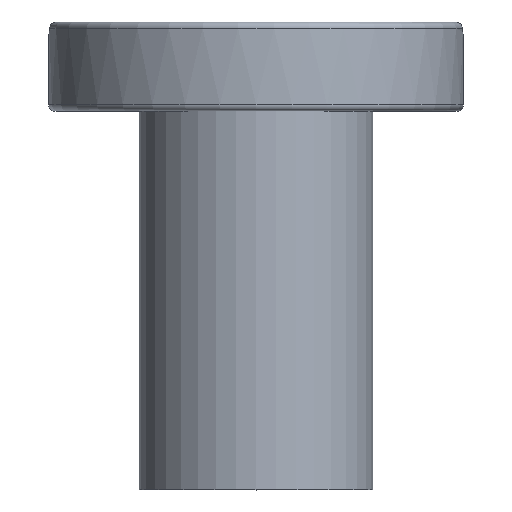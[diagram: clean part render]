
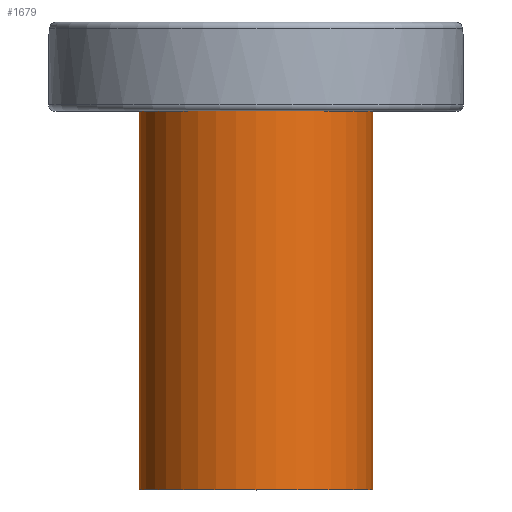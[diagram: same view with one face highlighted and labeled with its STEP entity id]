
A CAD part, top view. The second image highlights one B-rep face of the part: STEP entity #1679.
In plain terms, the highlighted cylindrical face has radius 9.525 mm (diameter 19.05 mm), a partial arc.
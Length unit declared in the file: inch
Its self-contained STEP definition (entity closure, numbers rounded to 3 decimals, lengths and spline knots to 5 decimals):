
#30 = CARTESIAN_POINT ( 'NONE',  ( 0., -3.91816, 0. ) ) ;
#32 = VERTEX_POINT ( 'NONE', #577 ) ;
#48 = ORIENTED_EDGE ( 'NONE', *, *, #1452, .T. ) ;
#177 = ORIENTED_EDGE ( 'NONE', *, *, #1473, .F. ) ;
#209 = DIRECTION ( 'NONE',  ( 0., 1., 0. ) ) ;
#217 = VERTEX_POINT ( 'NONE', #334 ) ;
#238 = ORIENTED_EDGE ( 'NONE', *, *, #1400, .T. ) ;
#334 = CARTESIAN_POINT ( 'NONE',  ( -0.375, -0.1425, 0. ) ) ;
#457 = AXIS2_PLACEMENT_3D ( 'NONE', #838, #1547, #851 ) ;
#503 = FACE_OUTER_BOUND ( 'NONE', #1277, .T. ) ;
#510 = AXIS2_PLACEMENT_3D ( 'NONE', #810, #1545, #1676 ) ;
#523 = CYLINDRICAL_SURFACE ( 'NONE', #1901, 0.375 ) ;
#577 = CARTESIAN_POINT ( 'NONE',  ( 0.375, -1.3575, 0. ) ) ;
#586 = LINE ( 'NONE', #1217, #593 ) ;
#593 = VECTOR ( 'NONE', #209, 39.37008 ) ;
#644 = VECTOR ( 'NONE', #1554, 39.37008 ) ;
#651 = LINE ( 'NONE', #1552, #644 ) ;
#655 = CIRCLE ( 'NONE', #457, 0.375 ) ;
#810 = CARTESIAN_POINT ( 'NONE',  ( 0., -1.3575, 0. ) ) ;
#828 = DIRECTION ( 'NONE',  ( -1., 0., 0. ) ) ;
#838 = CARTESIAN_POINT ( 'NONE',  ( 0., -0.1425, 0. ) ) ;
#847 = VERTEX_POINT ( 'NONE', #1029 ) ;
#851 = DIRECTION ( 'NONE',  ( 1., 0., 0. ) ) ;
#998 = VERTEX_POINT ( 'NONE', #1682 ) ;
#1029 = CARTESIAN_POINT ( 'NONE',  ( 0.375, -0.1425, 0. ) ) ;
#1045 = DIRECTION ( 'NONE',  ( 0., 1., 0. ) ) ;
#1146 = CIRCLE ( 'NONE', #510, 0.375 ) ;
#1217 = CARTESIAN_POINT ( 'NONE',  ( -0.375, -3.91816, 0. ) ) ;
#1277 = EDGE_LOOP ( 'NONE', ( #238, #1410, #48, #177 ) ) ;
#1400 = EDGE_CURVE ( 'NONE', #998, #32, #1146, .T. ) ;
#1410 = ORIENTED_EDGE ( 'NONE', *, *, #1455, .T. ) ;
#1452 = EDGE_CURVE ( 'NONE', #847, #217, #655, .T. ) ;
#1455 = EDGE_CURVE ( 'NONE', #32, #847, #651, .T. ) ;
#1473 = EDGE_CURVE ( 'NONE', #998, #217, #586, .T. ) ;
#1545 = DIRECTION ( 'NONE',  ( 0., 1., 0. ) ) ;
#1547 = DIRECTION ( 'NONE',  ( 0., -1., 0. ) ) ;
#1552 = CARTESIAN_POINT ( 'NONE',  ( 0.375, -3.91816, 0. ) ) ;
#1554 = DIRECTION ( 'NONE',  ( 0., 1., 0. ) ) ;
#1676 = DIRECTION ( 'NONE',  ( -1., 0., 0. ) ) ;
#1679 = ADVANCED_FACE ( 'NONE', ( #503 ), #523, .T. ) ;
#1682 = CARTESIAN_POINT ( 'NONE',  ( -0.375, -1.3575, 0. ) ) ;
#1901 = AXIS2_PLACEMENT_3D ( 'NONE', #30, #1045, #828 ) ;
